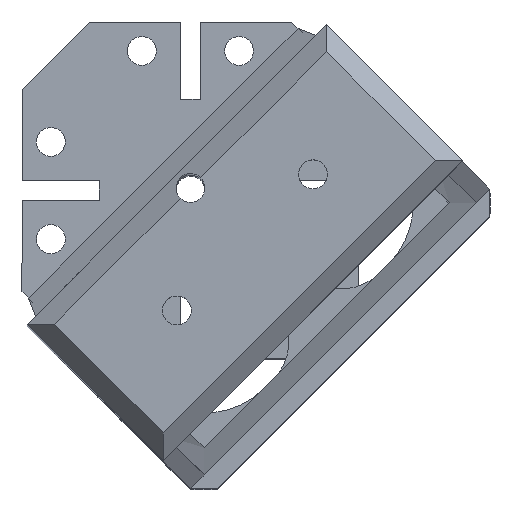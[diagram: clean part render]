
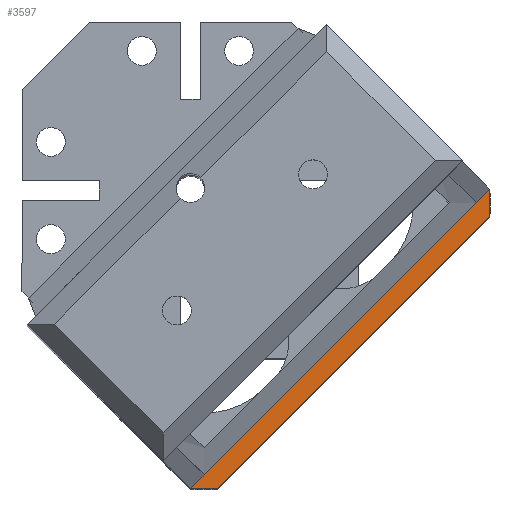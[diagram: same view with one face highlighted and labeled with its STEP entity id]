
A CAD part, top view. The second image highlights one B-rep face of the part: STEP entity #3597.
In plain terms, the highlighted planar face has unit normal (0, 0, 1).
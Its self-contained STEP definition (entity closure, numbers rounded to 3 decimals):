
#2913 = CYLINDRICAL_SURFACE('',#2914,50.);
#2914 = AXIS2_PLACEMENT_3D('',#2915,#2916,#2917);
#2915 = CARTESIAN_POINT('',(-56.775,-25.662,
    132.393));
#2916 = DIRECTION('',(-0.707,0.707,0.));
#2917 = DIRECTION('',(-0.707,-0.707,0.));
#2967 = CYLINDRICAL_SURFACE('',#2968,50.);
#2968 = AXIS2_PLACEMENT_3D('',#2969,#2970,#2971);
#2969 = CARTESIAN_POINT('',(-25.662,-56.775,132.393
    ));
#2970 = DIRECTION('',(0.707,-0.707,0.));
#2971 = DIRECTION('',(0.707,0.707,0.));
#3068 = EDGE_CURVE('',#3069,#3071,#3073,.T.);
#3069 = VERTEX_POINT('',#3070);
#3070 = CARTESIAN_POINT('',(0.,-31.113,98.));
#3071 = VERTEX_POINT('',#3072);
#3072 = CARTESIAN_POINT('',(-1.414,-29.698,98.));
#3073 = SURFACE_CURVE('',#3074,(#3078,#3085),.PCURVE_S1.);
#3074 = LINE('',#3075,#3076);
#3075 = CARTESIAN_POINT('',(0.,-31.113,98.));
#3076 = VECTOR('',#3077,1.);
#3077 = DIRECTION('',(-0.707,0.707,0.));
#3078 = PCURVE('',#2967,#3079);
#3079 = DEFINITIONAL_REPRESENTATION('',(#3080),#3084);
#3080 = LINE('',#3081,#3082);
#3081 = CARTESIAN_POINT('',(5.525,0.));
#3082 = VECTOR('',#3083,1.);
#3083 = DIRECTION('',(0.,-1.));
#3084 = ( GEOMETRIC_REPRESENTATION_CONTEXT(2) 
PARAMETRIC_REPRESENTATION_CONTEXT() REPRESENTATION_CONTEXT('2D SPACE',''
  ) );
#3085 = PCURVE('',#3086,#3091);
#3086 = PLANE('',#3087);
#3087 = AXIS2_PLACEMENT_3D('',#3088,#3089,#3090);
#3088 = CARTESIAN_POINT('',(-10.047,-10.047,98.));
#3089 = DIRECTION('',(0.,0.,-1.));
#3090 = DIRECTION('',(-0.707,-0.707,0.
    ));
#3091 = DEFINITIONAL_REPRESENTATION('',(#3092),#3096);
#3092 = LINE('',#3093,#3094);
#3093 = CARTESIAN_POINT('',(7.791,-22.));
#3094 = VECTOR('',#3095,1.);
#3095 = DIRECTION('',(0.,1.));
#3096 = ( GEOMETRIC_REPRESENTATION_CONTEXT(2) 
PARAMETRIC_REPRESENTATION_CONTEXT() REPRESENTATION_CONTEXT('2D SPACE',''
  ) );
#3234 = VERTEX_POINT('',#3235);
#3235 = CARTESIAN_POINT('',(-29.698,-1.414,98.));
#3261 = EDGE_CURVE('',#3234,#3262,#3264,.T.);
#3262 = VERTEX_POINT('',#3263);
#3263 = CARTESIAN_POINT('',(-31.113,0.,98.));
#3264 = SURFACE_CURVE('',#3265,(#3269,#3276),.PCURVE_S1.);
#3265 = LINE('',#3266,#3267);
#3266 = CARTESIAN_POINT('',(-1.414,-29.698,98.));
#3267 = VECTOR('',#3268,1.);
#3268 = DIRECTION('',(-0.707,0.707,0.)
  );
#3269 = PCURVE('',#2913,#3270);
#3270 = DEFINITIONAL_REPRESENTATION('',(#3271),#3275);
#3271 = LINE('',#3272,#3273);
#3272 = CARTESIAN_POINT('',(3.9,-42.));
#3273 = VECTOR('',#3274,1.);
#3274 = DIRECTION('',(0.,1.));
#3275 = ( GEOMETRIC_REPRESENTATION_CONTEXT(2) 
PARAMETRIC_REPRESENTATION_CONTEXT() REPRESENTATION_CONTEXT('2D SPACE',''
  ) );
#3276 = PCURVE('',#3086,#3277);
#3277 = DEFINITIONAL_REPRESENTATION('',(#3278),#3282);
#3278 = LINE('',#3279,#3280);
#3279 = CARTESIAN_POINT('',(7.791,-20.));
#3280 = VECTOR('',#3281,1.);
#3281 = DIRECTION('',(0.,1.));
#3282 = ( GEOMETRIC_REPRESENTATION_CONTEXT(2) 
PARAMETRIC_REPRESENTATION_CONTEXT() REPRESENTATION_CONTEXT('2D SPACE',''
  ) );
#3597 = ADVANCED_FACE('',(#3598),#3086,.F.);
#3598 = FACE_BOUND('',#3599,.F.);
#3599 = EDGE_LOOP('',(#3600,#3601,#3629,#3657,#3683,#3684));
#3600 = ORIENTED_EDGE('',*,*,#3068,.F.);
#3601 = ORIENTED_EDGE('',*,*,#3602,.T.);
#3602 = EDGE_CURVE('',#3069,#3603,#3605,.T.);
#3603 = VERTEX_POINT('',#3604);
#3604 = CARTESIAN_POINT('',(-2.828,-31.113,98.));
#3605 = SURFACE_CURVE('',#3606,(#3610,#3617),.PCURVE_S1.);
#3606 = LINE('',#3607,#3608);
#3607 = CARTESIAN_POINT('',(0.,-31.113,98.));
#3608 = VECTOR('',#3609,1.);
#3609 = DIRECTION('',(-1.,0.,0.));
#3610 = PCURVE('',#3086,#3611);
#3611 = DEFINITIONAL_REPRESENTATION('',(#3612),#3616);
#3612 = LINE('',#3613,#3614);
#3613 = CARTESIAN_POINT('',(7.791,-22.));
#3614 = VECTOR('',#3615,1.);
#3615 = DIRECTION('',(0.707,0.707));
#3616 = ( GEOMETRIC_REPRESENTATION_CONTEXT(2) 
PARAMETRIC_REPRESENTATION_CONTEXT() REPRESENTATION_CONTEXT('2D SPACE',''
  ) );
#3617 = PCURVE('',#3618,#3623);
#3618 = PLANE('',#3619);
#3619 = AXIS2_PLACEMENT_3D('',#3620,#3621,#3622);
#3620 = CARTESIAN_POINT('',(0.,-31.113,18.));
#3621 = DIRECTION('',(0.,-1.,0.));
#3622 = DIRECTION('',(-1.,0.,0.));
#3623 = DEFINITIONAL_REPRESENTATION('',(#3624),#3628);
#3624 = LINE('',#3625,#3626);
#3625 = CARTESIAN_POINT('',(0.,-80.));
#3626 = VECTOR('',#3627,1.);
#3627 = DIRECTION('',(1.,0.));
#3628 = ( GEOMETRIC_REPRESENTATION_CONTEXT(2) 
PARAMETRIC_REPRESENTATION_CONTEXT() REPRESENTATION_CONTEXT('2D SPACE',''
  ) );
#3629 = ORIENTED_EDGE('',*,*,#3630,.T.);
#3630 = EDGE_CURVE('',#3603,#3631,#3633,.T.);
#3631 = VERTEX_POINT('',#3632);
#3632 = CARTESIAN_POINT('',(-31.113,-2.828,98.));
#3633 = SURFACE_CURVE('',#3634,(#3638,#3645),.PCURVE_S1.);
#3634 = LINE('',#3635,#3636);
#3635 = CARTESIAN_POINT('',(-2.828,-31.113,98.));
#3636 = VECTOR('',#3637,1.);
#3637 = DIRECTION('',(-0.707,0.707,0.));
#3638 = PCURVE('',#3086,#3639);
#3639 = DEFINITIONAL_REPRESENTATION('',(#3640),#3644);
#3640 = LINE('',#3641,#3642);
#3641 = CARTESIAN_POINT('',(9.791,-20.));
#3642 = VECTOR('',#3643,1.);
#3643 = DIRECTION('',(0.,1.));
#3644 = ( GEOMETRIC_REPRESENTATION_CONTEXT(2) 
PARAMETRIC_REPRESENTATION_CONTEXT() REPRESENTATION_CONTEXT('2D SPACE',''
  ) );
#3645 = PCURVE('',#3646,#3651);
#3646 = PLANE('',#3647);
#3647 = AXIS2_PLACEMENT_3D('',#3648,#3649,#3650);
#3648 = CARTESIAN_POINT('',(-2.828,-31.113,18.));
#3649 = DIRECTION('',(-0.707,-0.707,0.)
  );
#3650 = DIRECTION('',(-0.707,0.707,0.));
#3651 = DEFINITIONAL_REPRESENTATION('',(#3652),#3656);
#3652 = LINE('',#3653,#3654);
#3653 = CARTESIAN_POINT('',(0.,-80.));
#3654 = VECTOR('',#3655,1.);
#3655 = DIRECTION('',(1.,0.));
#3656 = ( GEOMETRIC_REPRESENTATION_CONTEXT(2) 
PARAMETRIC_REPRESENTATION_CONTEXT() REPRESENTATION_CONTEXT('2D SPACE',''
  ) );
#3657 = ORIENTED_EDGE('',*,*,#3658,.T.);
#3658 = EDGE_CURVE('',#3631,#3262,#3659,.T.);
#3659 = SURFACE_CURVE('',#3660,(#3664,#3671),.PCURVE_S1.);
#3660 = LINE('',#3661,#3662);
#3661 = CARTESIAN_POINT('',(-31.113,-2.828,98.));
#3662 = VECTOR('',#3663,1.);
#3663 = DIRECTION('',(0.,1.,0.));
#3664 = PCURVE('',#3086,#3665);
#3665 = DEFINITIONAL_REPRESENTATION('',(#3666),#3670);
#3666 = LINE('',#3667,#3668);
#3667 = CARTESIAN_POINT('',(9.791,20.));
#3668 = VECTOR('',#3669,1.);
#3669 = DIRECTION('',(-0.707,0.707));
#3670 = ( GEOMETRIC_REPRESENTATION_CONTEXT(2) 
PARAMETRIC_REPRESENTATION_CONTEXT() REPRESENTATION_CONTEXT('2D SPACE',''
  ) );
#3671 = PCURVE('',#3672,#3677);
#3672 = PLANE('',#3673);
#3673 = AXIS2_PLACEMENT_3D('',#3674,#3675,#3676);
#3674 = CARTESIAN_POINT('',(-31.113,-2.828,18.));
#3675 = DIRECTION('',(-1.,0.,0.));
#3676 = DIRECTION('',(0.,1.,0.));
#3677 = DEFINITIONAL_REPRESENTATION('',(#3678),#3682);
#3678 = LINE('',#3679,#3680);
#3679 = CARTESIAN_POINT('',(0.,-80.));
#3680 = VECTOR('',#3681,1.);
#3681 = DIRECTION('',(1.,0.));
#3682 = ( GEOMETRIC_REPRESENTATION_CONTEXT(2) 
PARAMETRIC_REPRESENTATION_CONTEXT() REPRESENTATION_CONTEXT('2D SPACE',''
  ) );
#3683 = ORIENTED_EDGE('',*,*,#3261,.F.);
#3684 = ORIENTED_EDGE('',*,*,#3685,.F.);
#3685 = EDGE_CURVE('',#3071,#3234,#3686,.T.);
#3686 = SURFACE_CURVE('',#3687,(#3691,#3698),.PCURVE_S1.);
#3687 = LINE('',#3688,#3689);
#3688 = CARTESIAN_POINT('',(-1.414,-29.698,98.));
#3689 = VECTOR('',#3690,1.);
#3690 = DIRECTION('',(-0.707,0.707,0.)
  );
#3691 = PCURVE('',#3086,#3692);
#3692 = DEFINITIONAL_REPRESENTATION('',(#3693),#3697);
#3693 = LINE('',#3694,#3695);
#3694 = CARTESIAN_POINT('',(7.791,-20.));
#3695 = VECTOR('',#3696,1.);
#3696 = DIRECTION('',(0.,1.));
#3697 = ( GEOMETRIC_REPRESENTATION_CONTEXT(2) 
PARAMETRIC_REPRESENTATION_CONTEXT() REPRESENTATION_CONTEXT('2D SPACE',''
  ) );
#3698 = PCURVE('',#3699,#3704);
#3699 = CYLINDRICAL_SURFACE('',#3700,48.025);
#3700 = AXIS2_PLACEMENT_3D('',#3701,#3702,#3703);
#3701 = CARTESIAN_POINT('',(-21.231,-49.515,137.));
#3702 = DIRECTION('',(0.707,-0.707,0.
    ));
#3703 = DIRECTION('',(0.707,0.707,0.)
  );
#3704 = DEFINITIONAL_REPRESENTATION('',(#3705),#3709);
#3705 = LINE('',#3706,#3707);
#3706 = CARTESIAN_POINT('',(5.335,0.));
#3707 = VECTOR('',#3708,1.);
#3708 = DIRECTION('',(0.,-1.));
#3709 = ( GEOMETRIC_REPRESENTATION_CONTEXT(2) 
PARAMETRIC_REPRESENTATION_CONTEXT() REPRESENTATION_CONTEXT('2D SPACE',''
  ) );
